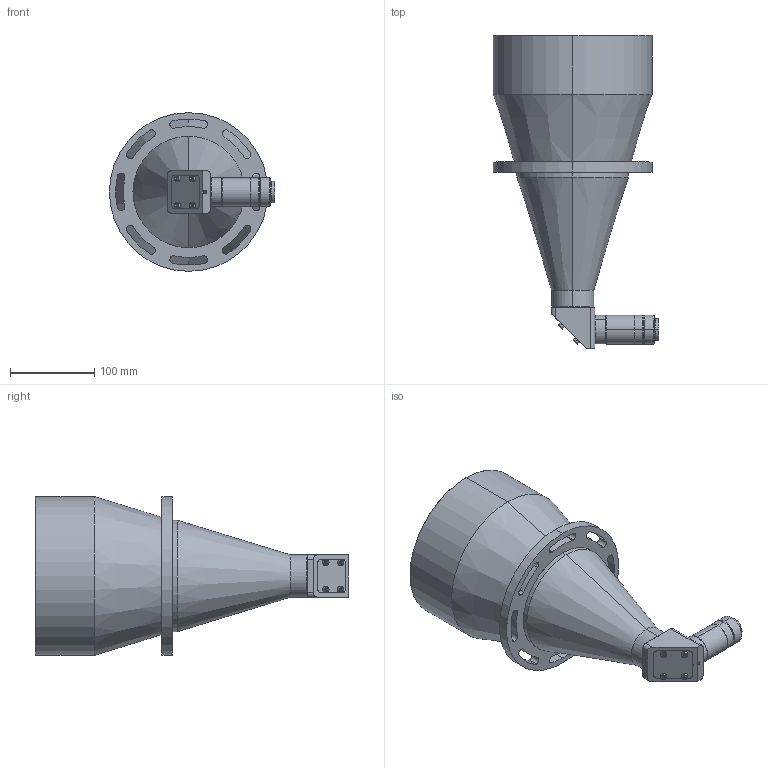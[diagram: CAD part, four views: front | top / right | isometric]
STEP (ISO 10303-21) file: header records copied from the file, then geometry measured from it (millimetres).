
FILE_DESCRIPTION (( 'STEP AP214' ), '1' );
FILE_NAME ('TTL16-155-320C.STEP', '2023-05-12T07:56:55', ( '' ), ( '' ), 'SwSTEP 2.0', 'SolidWorks 2022', '' );
FILE_SCHEMA (( 'AUTOMOTIVE_DESIGN' ));
Length unit declared in the file: millimetre
Products named in the file (1): TTL16-155-320C
Bounding box: 195.84 x 371.14 x 188 mm (x, y, z)
Volume: 1909097.8 mm3; surface area: 430227.3 mm2
Topology: 30 solids, 30 shells, 741 faces, 1675 edges, 1036 vertices
Faces by surface type: cylinder 294, plane 217, cone 177, bspline 53
Entity records: 31055 total; most frequent: CARTESIAN_POINT 5561, DIRECTION 3859, ORIENTED_EDGE 3314, EDGE_CURVE 1657, AXIS2_PLACEMENT_3D 1586, VERTEX_POINT 1036, CIRCLE 897, EDGE_LOOP 871
